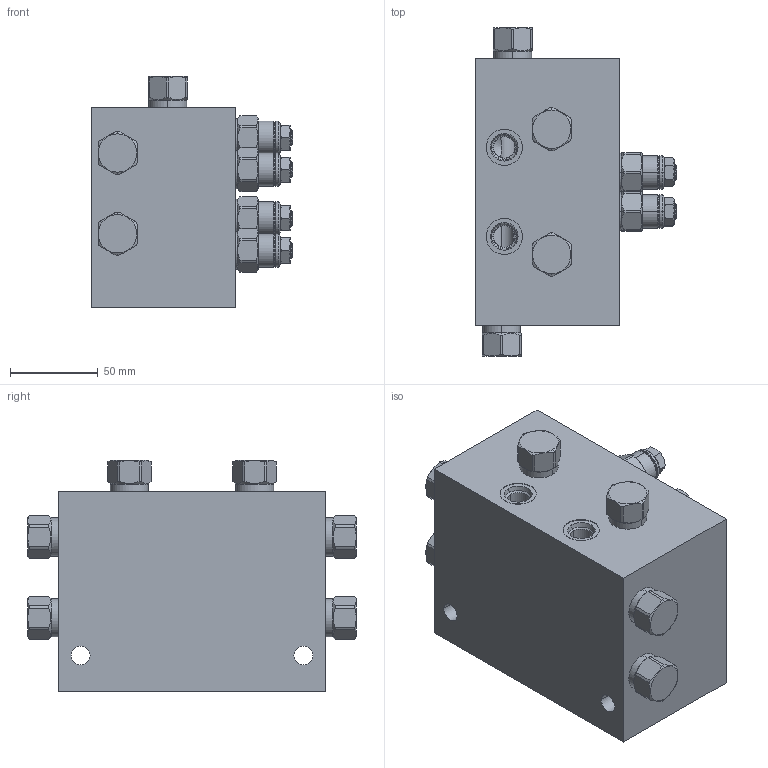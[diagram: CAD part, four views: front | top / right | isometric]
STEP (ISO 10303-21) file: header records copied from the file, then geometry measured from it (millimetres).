
FILE_DESCRIPTION((''),'2;1');
FILE_NAME('MANIFOLD_STP1_ASM','2015-03-31T',('Administrator'),(''),'PRO/ENGINEER BY PARAMETRIC TECHNOLOGY CORPORATION, 2006240','PRO/ENGINEER BY PARAMETRIC TECHNOLOGY CORPORATION, 2006240','');
FILE_SCHEMA(('CONFIG_CONTROL_DESIGN'));
Length unit declared in the file: inch
Products named in the file (3): 152117002A_PRT; ASMNAME_CART_PRT; MANIFOLD_STP1_ASM
Assembly tree (2 placements, depth 2):
  MANIFOLD_STP1_ASM
    152117002A_PRT
    ASMNAME_CART_PRT
Bounding box: 115.09 x 187.35 x 131.78 mm (x, y, z)
Surface area: 228855.8 mm2 (no closed solid volume)
Topology: 0 solids, 77 shells, 1753 faces, 4186 edges, 2601 vertices
Faces by surface type: cylinder 674, torus 404, cone 380, plane 295
Entity records: 55547 total; most frequent: CARTESIAN_POINT 13204, DIRECTION 10043, ORIENTED_EDGE 8172, AXIS2_PLACEMENT_3D 4441, EDGE_CURVE 4152, CIRCLE 2683, VERTEX_POINT 2601, EDGE_LOOP 1977
